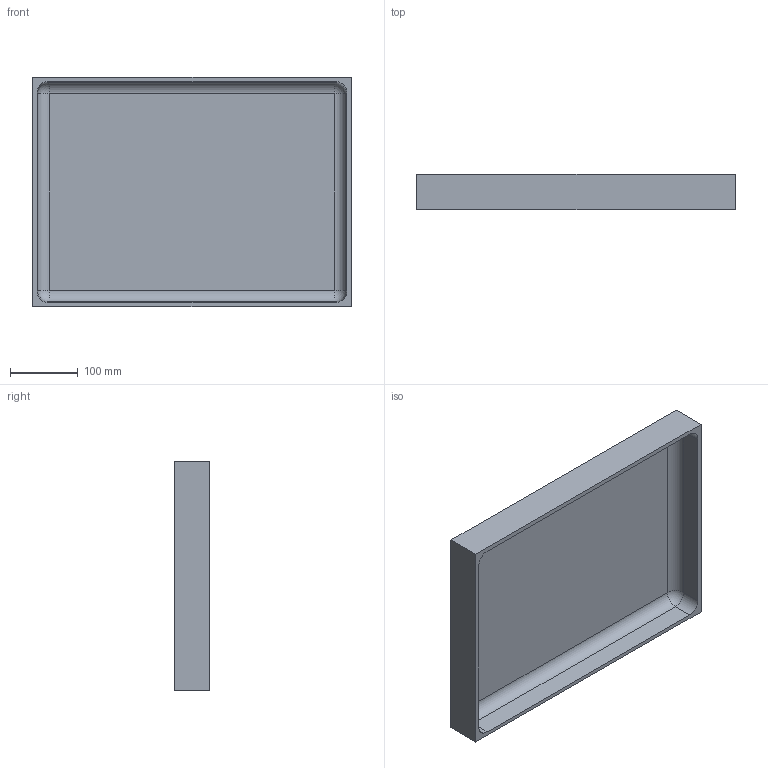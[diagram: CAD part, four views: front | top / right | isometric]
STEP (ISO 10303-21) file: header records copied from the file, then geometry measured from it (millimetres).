
FILE_DESCRIPTION (( 'STEP AP214' ), '1' );
FILE_NAME ('1520-CASE_TOP-US.STEP', '2008-03-03T23:50:29', ( ' ' ), ( ' ' ), 'SwSTEP 2.0', 'SolidWorks 2007', '' );
FILE_SCHEMA (( 'AUTOMOTIVE_DESIGN' ));
Length unit declared in the file: inch
Products named in the file (1): 1520-CASE_TOP-US
Bounding box: 471.37 x 51.82 x 340.05 mm (x, y, z)
Volume: 1636062.7 mm3; surface area: 461501.3 mm2
Topology: 1 solids, 1 shells, 23 faces, 52 edges, 28 vertices
Faces by surface type: plane 11, cylinder 8, sphere 4
Entity records: 669 total; most frequent: CARTESIAN_POINT 152, DIRECTION 104, ORIENTED_EDGE 96, EDGE_CURVE 48, AXIS2_PLACEMENT_3D 36, VECTOR 32, LINE 32, VERTEX_POINT 28
